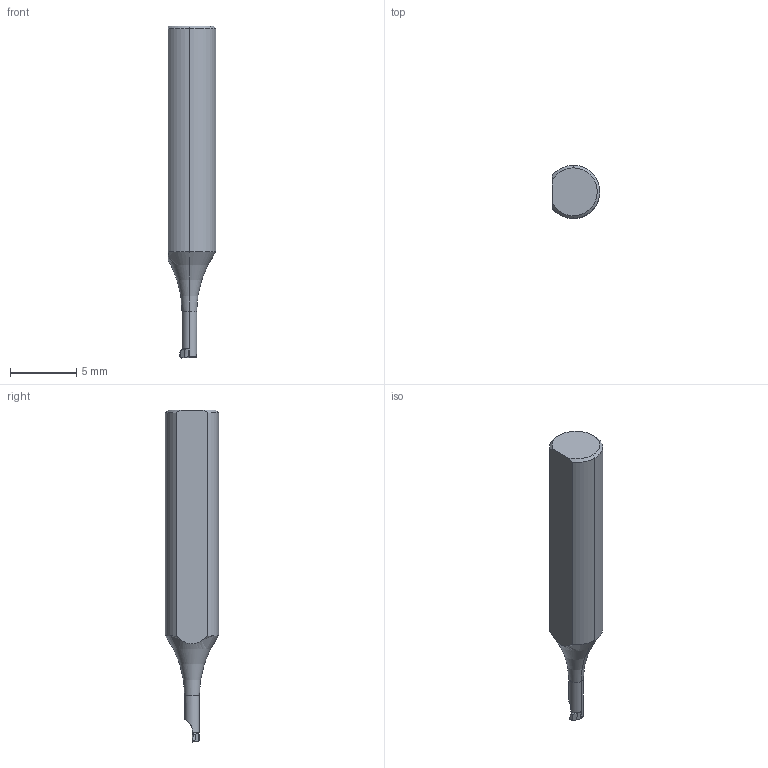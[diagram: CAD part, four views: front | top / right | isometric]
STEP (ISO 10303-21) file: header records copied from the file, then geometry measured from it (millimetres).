
FILE_DESCRIPTION(('no description'),'unknown implementation level');
FILE_NAME('3E39DB70-8376-4E6B-B9DE-74C44CBF1BBB_export.stp',' ',('CIMSOURCE GmbH'),('CADClick - KiM GmbH - www.kimweb.de'),'unknown preprocess','ACIS','unknown authorization');
FILE_SCHEMA(('automotive_design'));
Length unit declared in the file: millimetre
Products named in the file (1): Verrundung2
Bounding box: 3.6 x 4 x 25 mm (x, y, z)
Volume: 221.8 mm3; surface area: 264.4 mm2
Topology: 1 solids, 1 shells, 24 faces, 61 edges, 39 vertices
Faces by surface type: plane 9, cylinder 8, cone 4, torus 3
Entity records: 1500 total; most frequent: CARTESIAN_POINT 231, STYLED_ITEM 125, PRESENTATION_STYLE_ASSIGNMENT 125, COLOUR_RGB 125, ORIENTED_EDGE 122, DIRECTION 107, EDGE_CURVE 61, CURVE_STYLE 61
